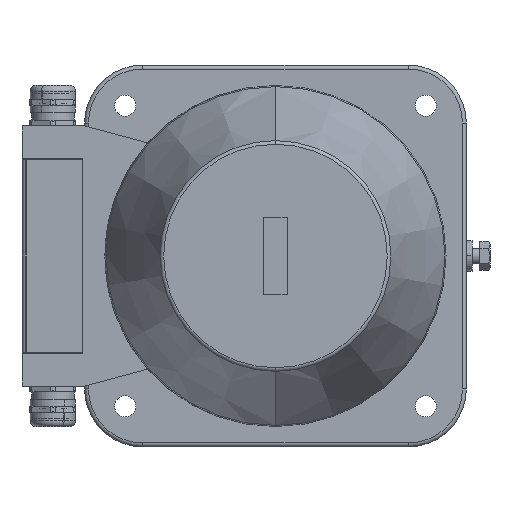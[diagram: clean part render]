
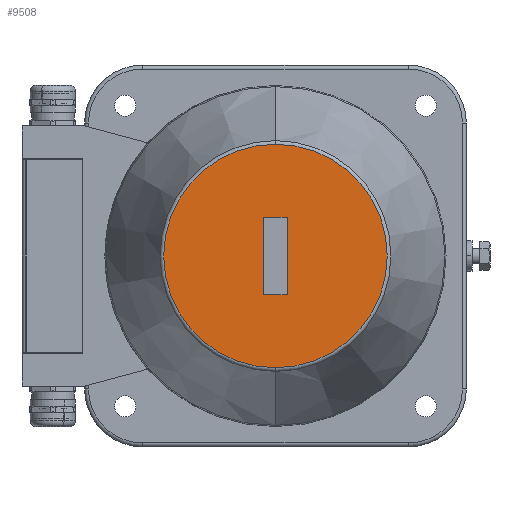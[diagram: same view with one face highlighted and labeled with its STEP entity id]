
A CAD part, left-side view. The second image highlights one B-rep face of the part: STEP entity #9508.
In plain terms, the highlighted planar face has unit normal (-1, 0, 0).
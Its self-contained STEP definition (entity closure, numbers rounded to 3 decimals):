
#532 = CARTESIAN_POINT ( 'NONE',  ( -535.075, 1.241, 422.686 ) ) ;
#1089 = EDGE_CURVE ( 'NONE', #17305, #15742, #25642, .T. ) ;
#1796 = DIRECTION ( 'NONE',  ( 0., 0., -1. ) ) ;
#1884 = VERTEX_POINT ( 'NONE', #9731 ) ;
#1951 = CARTESIAN_POINT ( 'NONE',  ( -535.075, 7.241, 344.704 ) ) ;
#2728 = EDGE_CURVE ( 'NONE', #22629, #20025, #5228, .T. ) ;
#3138 = DIRECTION ( 'NONE',  ( 0., 0., 1. ) ) ;
#4223 = FACE_BOUND ( 'NONE', #21639, .T. ) ;
#5188 = VECTOR ( 'NONE', #24141, 1000. ) ;
#5228 = LINE ( 'NONE', #26727, #5188 ) ;
#5995 = CIRCLE ( 'NONE', #9395, 57.982 ) ;
#6385 = AXIS2_PLACEMENT_3D ( 'NONE', #24519, #27379, #22075 ) ;
#7036 = VECTOR ( 'NONE', #1796, 1000. ) ;
#8521 = EDGE_LOOP ( 'NONE', ( #13326, #19320 ) ) ;
#8670 = CARTESIAN_POINT ( 'NONE',  ( -535.075, -4.759, 384.704 ) ) ;
#9171 = CARTESIAN_POINT ( 'NONE',  ( -535.075, 1.241, 306.723 ) ) ;
#9326 = DIRECTION ( 'NONE',  ( -1., 0., 0. ) ) ;
#9395 = AXIS2_PLACEMENT_3D ( 'NONE', #27797, #9326, #13715 ) ;
#9508 = ADVANCED_FACE ( 'NONE', ( #29510, #4223 ), #18070, .T. ) ;
#9731 = CARTESIAN_POINT ( 'NONE',  ( -535.075, 7.241, 344.704 ) ) ;
#9948 = DIRECTION ( 'NONE',  ( -1., 0., 0. ) ) ;
#12471 = EDGE_CURVE ( 'NONE', #1884, #19408, #27384, .T. ) ;
#12522 = EDGE_CURVE ( 'NONE', #20025, #1884, #22851, .T. ) ;
#12532 = DIRECTION ( 'NONE',  ( 0., 0., 1. ) ) ;
#13322 = DIRECTION ( 'NONE',  ( 0., -1., 0. ) ) ;
#13326 = ORIENTED_EDGE ( 'NONE', *, *, #1089, .T. ) ;
#13612 = ORIENTED_EDGE ( 'NONE', *, *, #23066, .F. ) ;
#13715 = DIRECTION ( 'NONE',  ( 0., 0., 1. ) ) ;
#14308 = VECTOR ( 'NONE', #13322, 1000. ) ;
#15742 = VERTEX_POINT ( 'NONE', #9171 ) ;
#16706 = CARTESIAN_POINT ( 'NONE',  ( -535.075, -4.759, 344.704 ) ) ;
#16825 = AXIS2_PLACEMENT_3D ( 'NONE', #24006, #9948, #12532 ) ;
#16941 = VECTOR ( 'NONE', #3138, 1000. ) ;
#17305 = VERTEX_POINT ( 'NONE', #532 ) ;
#18070 = PLANE ( 'NONE',  #6385 ) ;
#19320 = ORIENTED_EDGE ( 'NONE', *, *, #25946, .T. ) ;
#19408 = VERTEX_POINT ( 'NONE', #16706 ) ;
#20025 = VERTEX_POINT ( 'NONE', #23512 ) ;
#21583 = LINE ( 'NONE', #24195, #16941 ) ;
#21639 = EDGE_LOOP ( 'NONE', ( #22459, #27918, #13612, #27387 ) ) ;
#22075 = DIRECTION ( 'NONE',  ( 0., 0., 1. ) ) ;
#22459 = ORIENTED_EDGE ( 'NONE', *, *, #12522, .F. ) ;
#22629 = VERTEX_POINT ( 'NONE', #8670 ) ;
#22851 = LINE ( 'NONE', #1951, #7036 ) ;
#23066 = EDGE_CURVE ( 'NONE', #19408, #22629, #21583, .T. ) ;
#23512 = CARTESIAN_POINT ( 'NONE',  ( -535.075, 7.241, 384.704 ) ) ;
#24006 = CARTESIAN_POINT ( 'NONE',  ( -535.075, 1.241, 364.704 ) ) ;
#24141 = DIRECTION ( 'NONE',  ( 0., 1., 0. ) ) ;
#24195 = CARTESIAN_POINT ( 'NONE',  ( -535.075, -4.759, 344.704 ) ) ;
#24519 = CARTESIAN_POINT ( 'NONE',  ( -535.075, 1.241, 364.704 ) ) ;
#25275 = CARTESIAN_POINT ( 'NONE',  ( -535.075, 7.241, 344.704 ) ) ;
#25642 = CIRCLE ( 'NONE', #16825, 57.982 ) ;
#25946 = EDGE_CURVE ( 'NONE', #15742, #17305, #5995, .T. ) ;
#26727 = CARTESIAN_POINT ( 'NONE',  ( -535.075, 7.241, 384.704 ) ) ;
#27379 = DIRECTION ( 'NONE',  ( -1., 0., 0. ) ) ;
#27384 = LINE ( 'NONE', #25275, #14308 ) ;
#27387 = ORIENTED_EDGE ( 'NONE', *, *, #12471, .F. ) ;
#27797 = CARTESIAN_POINT ( 'NONE',  ( -535.075, 1.241, 364.704 ) ) ;
#27918 = ORIENTED_EDGE ( 'NONE', *, *, #2728, .F. ) ;
#29510 = FACE_OUTER_BOUND ( 'NONE', #8521, .T. ) ;
